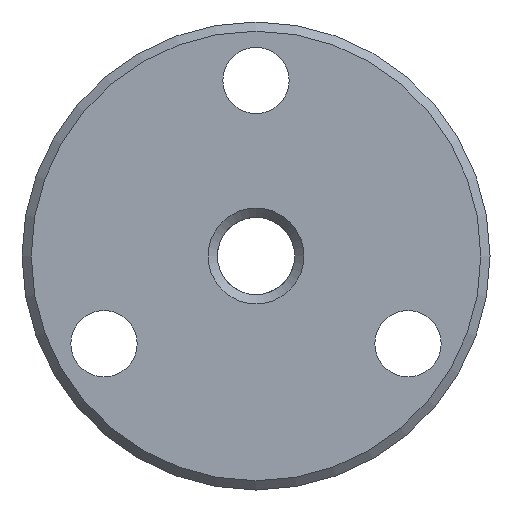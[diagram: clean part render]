
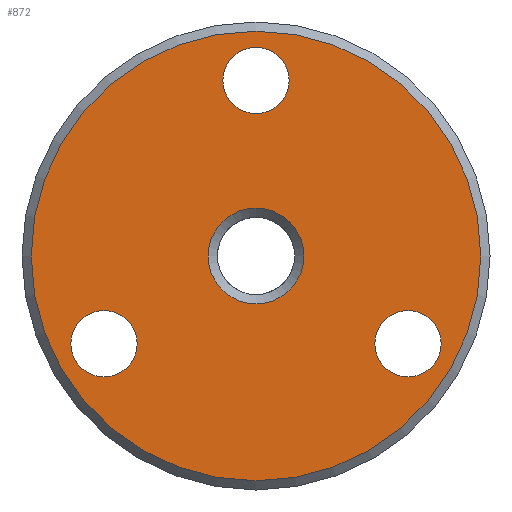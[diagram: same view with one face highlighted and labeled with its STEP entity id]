
A CAD part, front view. The second image highlights one B-rep face of the part: STEP entity #872.
In plain terms, the highlighted planar face has unit normal (0, -1, 0).
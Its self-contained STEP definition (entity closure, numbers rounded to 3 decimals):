
#808=CARTESIAN_POINT('',(2.6,0.0,0.));
#809=VERTEX_POINT('',#808);
#810=CARTESIAN_POINT('',(0.0,0.0,0.0));
#811=DIRECTION('',(0.0,-1.0,0.0));
#812=DIRECTION('',(-1.0,0.0,0.0));
#813=AXIS2_PLACEMENT_3D('',#810,#811,#812);
#814=CIRCLE('',#813,2.6);
#815=EDGE_CURVE('',#809,#809,#814,.T.);
#820=CARTESIAN_POINT('',(0.,0.0,0.));
#821=DIRECTION('',(0.0,1.0,0.0));
#822=DIRECTION('',(0.0,0.0,1.0));
#823=AXIS2_PLACEMENT_3D('',#820,#821,#822);
#824=PLANE('',#823);
#825=CARTESIAN_POINT('',(-12.2,0.0,0.));
#826=VERTEX_POINT('',#825);
#827=CARTESIAN_POINT('',(0.0,0.0,0.0));
#828=DIRECTION('',(0.0,1.0,0.0));
#829=DIRECTION('',(1.0,0.0,0.0));
#830=AXIS2_PLACEMENT_3D('',#827,#828,#829);
#831=CIRCLE('',#830,12.2);
#832=EDGE_CURVE('',#826,#826,#831,.T.);
#833=ORIENTED_EDGE('',*,*,#832,.F.);
#834=EDGE_LOOP('',(#833));
#835=FACE_OUTER_BOUND('',#834,.T.);
#836=CARTESIAN_POINT('',(-10.049,0.0,-4.763));
#837=VERTEX_POINT('',#836);
#838=CARTESIAN_POINT('',(-8.249,0.0,-4.763));
#839=DIRECTION('',(0.0,1.0,0.0));
#840=DIRECTION('',(1.0,0.0,0.0));
#841=AXIS2_PLACEMENT_3D('',#838,#839,#840);
#842=CIRCLE('',#841,1.8);
#843=EDGE_CURVE('',#837,#837,#842,.T.);
#844=ORIENTED_EDGE('',*,*,#843,.T.);
#845=EDGE_LOOP('',(#844));
#846=FACE_BOUND('',#845,.T.);
#847=CARTESIAN_POINT('',(6.449,0.0,-4.762));
#848=VERTEX_POINT('',#847);
#849=CARTESIAN_POINT('',(8.249,0.0,-4.762));
#850=DIRECTION('',(0.0,1.0,0.0));
#851=DIRECTION('',(1.0,0.0,0.0));
#852=AXIS2_PLACEMENT_3D('',#849,#850,#851);
#853=CIRCLE('',#852,1.8);
#854=EDGE_CURVE('',#848,#848,#853,.T.);
#855=ORIENTED_EDGE('',*,*,#854,.T.);
#856=EDGE_LOOP('',(#855));
#857=FACE_BOUND('',#856,.T.);
#858=CARTESIAN_POINT('',(-1.8,0.0,9.525));
#859=VERTEX_POINT('',#858);
#860=CARTESIAN_POINT('',(0.0,0.0,9.525));
#861=DIRECTION('',(0.0,1.0,0.0));
#862=DIRECTION('',(1.0,0.0,0.0));
#863=AXIS2_PLACEMENT_3D('',#860,#861,#862);
#864=CIRCLE('',#863,1.8);
#865=EDGE_CURVE('',#859,#859,#864,.T.);
#866=ORIENTED_EDGE('',*,*,#865,.T.);
#867=EDGE_LOOP('',(#866));
#868=FACE_BOUND('',#867,.T.);
#869=ORIENTED_EDGE('',*,*,#815,.F.);
#870=EDGE_LOOP('',(#869));
#871=FACE_BOUND('',#870,.T.);
#872=ADVANCED_FACE('',(#835,#846,#857,#868,#871),#824,.F.);
